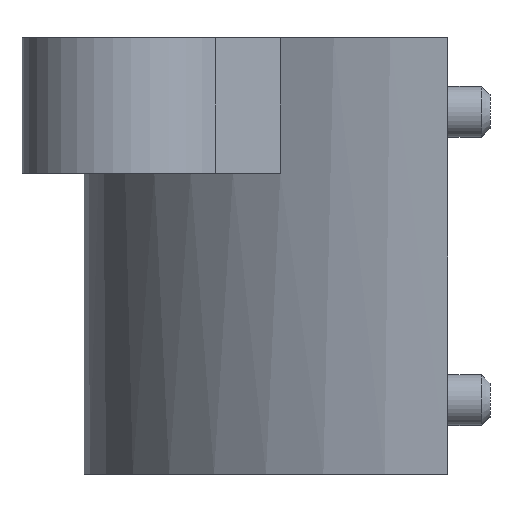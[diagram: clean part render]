
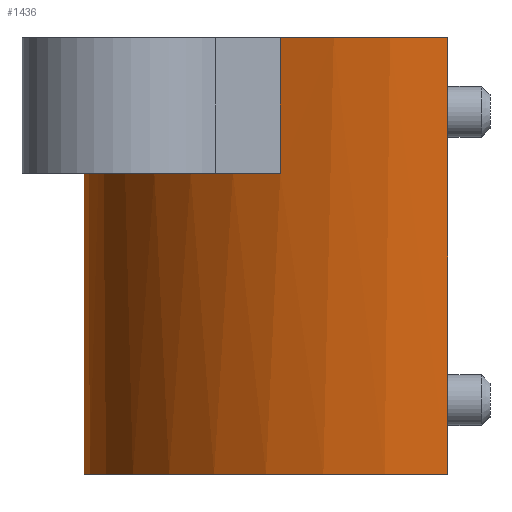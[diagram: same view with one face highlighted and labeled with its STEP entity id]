
A CAD part, left-side view. The second image highlights one B-rep face of the part: STEP entity #1436.
In plain terms, the highlighted cylindrical face has radius 46.686 mm (diameter 93.371 mm), a partial arc.
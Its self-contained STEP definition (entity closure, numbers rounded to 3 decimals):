
#81 = ORIENTED_EDGE ( 'NONE', *, *, #562, .F. ) ;
#88 = CIRCLE ( 'NONE', #1388, 46.686 ) ;
#89 = DIRECTION ( 'NONE',  ( 0., 0., 1. ) ) ;
#98 = CARTESIAN_POINT ( 'NONE',  ( 0., -14.751, 9.125 ) ) ;
#102 = ORIENTED_EDGE ( 'NONE', *, *, #468, .F. ) ;
#128 = AXIS2_PLACEMENT_3D ( 'NONE', #1218, #1665, #971 ) ;
#139 = AXIS2_PLACEMENT_3D ( 'NONE', #1063, #1604, #406 ) ;
#145 = EDGE_CURVE ( 'NONE', #439, #514, #1703, .T. ) ;
#152 = EDGE_CURVE ( 'NONE', #370, #814, #1005, .T. ) ;
#161 = LINE ( 'NONE', #315, #1215 ) ;
#174 = CARTESIAN_POINT ( 'NONE',  ( 46.686, -14.751, -29.526 ) ) ;
#183 = CARTESIAN_POINT ( 'NONE',  ( -41.441, 6.748, 9.125 ) ) ;
#252 = AXIS2_PLACEMENT_3D ( 'NONE', #98, #1017, #1555 ) ;
#262 = DIRECTION ( 'NONE',  ( 1., 0., 0. ) ) ;
#315 = CARTESIAN_POINT ( 'NONE',  ( -46.686, -14.751, -1.515 ) ) ;
#321 = VERTEX_POINT ( 'NONE', #397 ) ;
#335 = EDGE_CURVE ( 'NONE', #514, #1433, #694, .T. ) ;
#340 = EDGE_CURVE ( 'NONE', #370, #1293, #1614, .T. ) ;
#352 = CYLINDRICAL_SURFACE ( 'NONE', #1640, 46.686 ) ;
#362 = ORIENTED_EDGE ( 'NONE', *, *, #708, .F. ) ;
#370 = VERTEX_POINT ( 'NONE', #919 ) ;
#397 = CARTESIAN_POINT ( 'NONE',  ( 21.5, 26.689, 26.497 ) ) ;
#406 = DIRECTION ( 'NONE',  ( 1., 0., 0. ) ) ;
#439 = VERTEX_POINT ( 'NONE', #174 ) ;
#454 = EDGE_CURVE ( 'NONE', #674, #1715, #161, .T. ) ;
#465 = ORIENTED_EDGE ( 'NONE', *, *, #1673, .T. ) ;
#468 = EDGE_CURVE ( 'NONE', #1293, #534, #1365, .T. ) ;
#481 = ORIENTED_EDGE ( 'NONE', *, *, #152, .T. ) ;
#499 = CIRCLE ( 'NONE', #252, 46.686 ) ;
#504 = CARTESIAN_POINT ( 'NONE',  ( 41.441, 6.748, 26.497 ) ) ;
#508 = VERTEX_POINT ( 'NONE', #563 ) ;
#514 = VERTEX_POINT ( 'NONE', #571 ) ;
#516 = CARTESIAN_POINT ( 'NONE',  ( 0., -14.751, 9.125 ) ) ;
#534 = VERTEX_POINT ( 'NONE', #1093 ) ;
#555 = AXIS2_PLACEMENT_3D ( 'NONE', #516, #1038, #262 ) ;
#562 = EDGE_CURVE ( 'NONE', #534, #674, #88, .T. ) ;
#563 = CARTESIAN_POINT ( 'NONE',  ( 41.441, 6.748, 9.125 ) ) ;
#571 = CARTESIAN_POINT ( 'NONE',  ( 46.686, -14.751, 26.497 ) ) ;
#577 = LINE ( 'NONE', #1661, #1208 ) ;
#579 = CARTESIAN_POINT ( 'NONE',  ( 0., -14.751, 26.497 ) ) ;
#611 = FACE_OUTER_BOUND ( 'NONE', #1169, .T. ) ;
#612 = EDGE_CURVE ( 'NONE', #508, #1433, #1533, .T. ) ;
#674 = VERTEX_POINT ( 'NONE', #734 ) ;
#694 = CIRCLE ( 'NONE', #139, 46.686 ) ;
#700 = DIRECTION ( 'NONE',  ( 1., 0., 0. ) ) ;
#708 = EDGE_CURVE ( 'NONE', #321, #814, #1527, .T. ) ;
#723 = VERTEX_POINT ( 'NONE', #938 ) ;
#734 = CARTESIAN_POINT ( 'NONE',  ( -46.686, -14.751, 26.497 ) ) ;
#748 = VECTOR ( 'NONE', #89, 1000. ) ;
#751 = DIRECTION ( 'NONE',  ( 1., 0., 0. ) ) ;
#814 = VERTEX_POINT ( 'NONE', #1061 ) ;
#870 = DIRECTION ( 'NONE',  ( 1., 0., 0. ) ) ;
#906 = EDGE_CURVE ( 'NONE', #723, #321, #577, .T. ) ;
#919 = CARTESIAN_POINT ( 'NONE',  ( -21.5, 26.689, 9.125 ) ) ;
#938 = CARTESIAN_POINT ( 'NONE',  ( 21.5, 26.689, 9.125 ) ) ;
#971 = DIRECTION ( 'NONE',  ( 1., 0., 0. ) ) ;
#974 = CARTESIAN_POINT ( 'NONE',  ( -41.441, 6.748, 9.125 ) ) ;
#978 = DIRECTION ( 'NONE',  ( 0., 0., -1. ) ) ;
#993 = DIRECTION ( 'NONE',  ( 0., 0., 1. ) ) ;
#1005 = LINE ( 'NONE', #1544, #748 ) ;
#1017 = DIRECTION ( 'NONE',  ( 0., 0., 1. ) ) ;
#1038 = DIRECTION ( 'NONE',  ( 0., 0., 1. ) ) ;
#1061 = CARTESIAN_POINT ( 'NONE',  ( -21.5, 26.689, 26.497 ) ) ;
#1063 = CARTESIAN_POINT ( 'NONE',  ( 0., -14.751, 26.497 ) ) ;
#1080 = ORIENTED_EDGE ( 'NONE', *, *, #454, .F. ) ;
#1083 = CARTESIAN_POINT ( 'NONE',  ( -46.686, -14.751, -29.526 ) ) ;
#1093 = CARTESIAN_POINT ( 'NONE',  ( -41.441, 6.748, 26.497 ) ) ;
#1097 = ORIENTED_EDGE ( 'NONE', *, *, #145, .F. ) ;
#1140 = CARTESIAN_POINT ( 'NONE',  ( 46.686, -14.751, -1.515 ) ) ;
#1146 = DIRECTION ( 'NONE',  ( 0., 0., 1. ) ) ;
#1169 = EDGE_LOOP ( 'NONE', ( #1197, #1287, #1220, #1097, #465, #1080, #81, #102, #1408, #481, #362, #1698 ) ) ;
#1197 = ORIENTED_EDGE ( 'NONE', *, *, #1452, .F. ) ;
#1208 = VECTOR ( 'NONE', #993, 1000. ) ;
#1215 = VECTOR ( 'NONE', #978, 1000. ) ;
#1218 = CARTESIAN_POINT ( 'NONE',  ( 0., -14.751, -29.526 ) ) ;
#1219 = AXIS2_PLACEMENT_3D ( 'NONE', #1631, #1612, #700 ) ;
#1220 = ORIENTED_EDGE ( 'NONE', *, *, #335, .F. ) ;
#1243 = VECTOR ( 'NONE', #1554, 1000. ) ;
#1254 = DIRECTION ( 'NONE',  ( 0., 0., 1. ) ) ;
#1287 = ORIENTED_EDGE ( 'NONE', *, *, #612, .T. ) ;
#1293 = VERTEX_POINT ( 'NONE', #974 ) ;
#1306 = VECTOR ( 'NONE', #1254, 1000. ) ;
#1358 = DIRECTION ( 'NONE',  ( 0., 0., 1. ) ) ;
#1365 = LINE ( 'NONE', #183, #1415 ) ;
#1388 = AXIS2_PLACEMENT_3D ( 'NONE', #579, #1146, #751 ) ;
#1393 = CARTESIAN_POINT ( 'NONE',  ( 41.441, 6.748, 9.125 ) ) ;
#1408 = ORIENTED_EDGE ( 'NONE', *, *, #340, .F. ) ;
#1414 = DIRECTION ( 'NONE',  ( 0., 0., 1. ) ) ;
#1415 = VECTOR ( 'NONE', #1358, 1000. ) ;
#1433 = VERTEX_POINT ( 'NONE', #504 ) ;
#1436 = ADVANCED_FACE ( 'NONE', ( #611 ), #352, .T. ) ;
#1452 = EDGE_CURVE ( 'NONE', #508, #723, #499, .T. ) ;
#1527 = CIRCLE ( 'NONE', #1219, 46.686 ) ;
#1533 = LINE ( 'NONE', #1393, #1306 ) ;
#1543 = CIRCLE ( 'NONE', #128, 46.686 ) ;
#1544 = CARTESIAN_POINT ( 'NONE',  ( -21.5, 26.689, 9.125 ) ) ;
#1554 = DIRECTION ( 'NONE',  ( 0., 0., 1. ) ) ;
#1555 = DIRECTION ( 'NONE',  ( 1., 0., 0. ) ) ;
#1604 = DIRECTION ( 'NONE',  ( 0., 0., 1. ) ) ;
#1612 = DIRECTION ( 'NONE',  ( 0., 0., 1. ) ) ;
#1614 = CIRCLE ( 'NONE', #555, 46.686 ) ;
#1631 = CARTESIAN_POINT ( 'NONE',  ( 0., -14.751, 26.497 ) ) ;
#1640 = AXIS2_PLACEMENT_3D ( 'NONE', #1679, #1414, #870 ) ;
#1661 = CARTESIAN_POINT ( 'NONE',  ( 21.5, 26.689, 9.125 ) ) ;
#1665 = DIRECTION ( 'NONE',  ( 0., 0., 1. ) ) ;
#1673 = EDGE_CURVE ( 'NONE', #439, #1715, #1543, .T. ) ;
#1679 = CARTESIAN_POINT ( 'NONE',  ( 0., -14.751, -1.515 ) ) ;
#1698 = ORIENTED_EDGE ( 'NONE', *, *, #906, .F. ) ;
#1703 = LINE ( 'NONE', #1140, #1243 ) ;
#1715 = VERTEX_POINT ( 'NONE', #1083 ) ;
